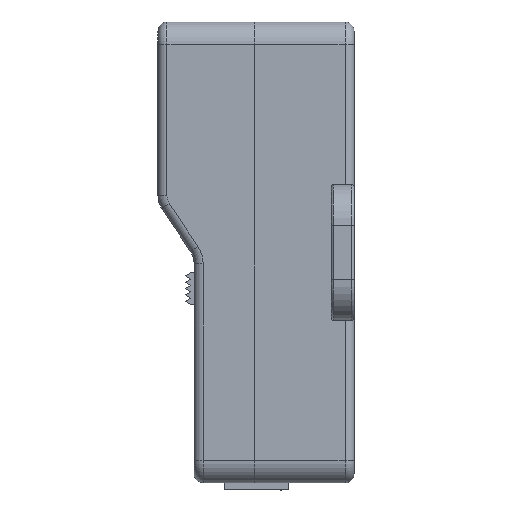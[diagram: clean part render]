
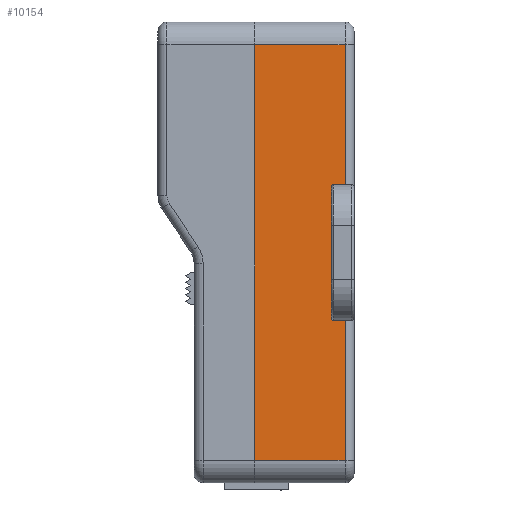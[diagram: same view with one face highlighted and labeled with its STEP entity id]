
A CAD part, left-side view. The second image highlights one B-rep face of the part: STEP entity #10154.
In plain terms, the highlighted planar face has unit normal (-1, 0, 0).
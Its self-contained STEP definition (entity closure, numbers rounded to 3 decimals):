
#1914 = VERTEX_POINT ( 'NONE', #24245 ) ;
#3341 = CARTESIAN_POINT ( 'NONE',  ( 0., 2.5, -33. ) ) ;
#4107 = ORIENTED_EDGE ( 'NONE', *, *, #21218, .F. ) ;
#4180 = CARTESIAN_POINT ( 'NONE',  ( 0., 1., -48.5 ) ) ;
#6009 = VECTOR ( 'NONE', #36776, 1000. ) ;
#7810 = CARTESIAN_POINT ( 'NONE',  ( 0., 1.75, -33. ) ) ;
#9141 = ORIENTED_EDGE ( 'NONE', *, *, #37289, .F. ) ;
#9889 = ORIENTED_EDGE ( 'NONE', *, *, #41374, .T. ) ;
#10154 = ADVANCED_FACE ( 'NONE', ( #46149 ), #53204, .F. ) ;
#11242 = DIRECTION ( 'NONE',  ( 0., -1., 0. ) ) ;
#11320 = LINE ( 'NONE', #7810, #15813 ) ;
#11825 = ORIENTED_EDGE ( 'NONE', *, *, #39612, .T. ) ;
#12850 = VECTOR ( 'NONE', #38855, 1000. ) ;
#14362 = CARTESIAN_POINT ( 'NONE',  ( 0., 11., -2.5 ) ) ;
#15813 = VECTOR ( 'NONE', #26536, 1000. ) ;
#16476 = VECTOR ( 'NONE', #22462, 1000. ) ;
#18267 = EDGE_CURVE ( 'NONE', #60733, #41212, #54873, .T. ) ;
#20282 = VERTEX_POINT ( 'NONE', #42729 ) ;
#21218 = EDGE_CURVE ( 'NONE', #20282, #41212, #43221, .T. ) ;
#21647 = CARTESIAN_POINT ( 'NONE',  ( 0., 1., -2.5 ) ) ;
#22462 = DIRECTION ( 'NONE',  ( 0., 0., 1. ) ) ;
#23310 = LINE ( 'NONE', #31515, #6009 ) ;
#24245 = CARTESIAN_POINT ( 'NONE',  ( 0., 1.75, -18. ) ) ;
#25212 = VECTOR ( 'NONE', #56484, 1000. ) ;
#26003 = DIRECTION ( 'NONE',  ( 0., -1., 0. ) ) ;
#26536 = DIRECTION ( 'NONE',  ( 0., 0., -1. ) ) ;
#27225 = ORIENTED_EDGE ( 'NONE', *, *, #18267, .T. ) ;
#27508 = EDGE_CURVE ( 'NONE', #1914, #47080, #45026, .T. ) ;
#28529 = ORIENTED_EDGE ( 'NONE', *, *, #46180, .T. ) ;
#29649 = DIRECTION ( 'NONE',  ( 1., 0., 0. ) ) ;
#29853 = VERTEX_POINT ( 'NONE', #57680 ) ;
#30989 = AXIS2_PLACEMENT_3D ( 'NONE', #58437, #29649, #48572 ) ;
#31515 = CARTESIAN_POINT ( 'NONE',  ( 0., 11., -51. ) ) ;
#32542 = VERTEX_POINT ( 'NONE', #14362 ) ;
#35095 = LINE ( 'NONE', #47967, #39603 ) ;
#35771 = CARTESIAN_POINT ( 'NONE',  ( 0., 1., -18. ) ) ;
#36776 = DIRECTION ( 'NONE',  ( 0., 0., 1. ) ) ;
#37289 = EDGE_CURVE ( 'NONE', #1914, #20282, #11320, .T. ) ;
#38784 = ORIENTED_EDGE ( 'NONE', *, *, #27508, .T. ) ;
#38855 = DIRECTION ( 'NONE',  ( 0., 1., 0. ) ) ;
#39223 = CARTESIAN_POINT ( 'NONE',  ( 0., 1., -33. ) ) ;
#39284 = CARTESIAN_POINT ( 'NONE',  ( 0., 7.5, -2.5 ) ) ;
#39603 = VECTOR ( 'NONE', #56823, 1000. ) ;
#39612 = EDGE_CURVE ( 'NONE', #42384, #32542, #57971, .T. ) ;
#40481 = LINE ( 'NONE', #58950, #48726 ) ;
#41212 = VERTEX_POINT ( 'NONE', #39223 ) ;
#41374 = EDGE_CURVE ( 'NONE', #29853, #60733, #40481, .T. ) ;
#42384 = VERTEX_POINT ( 'NONE', #53973 ) ;
#42729 = CARTESIAN_POINT ( 'NONE',  ( 0., 1.75, -33. ) ) ;
#43221 = LINE ( 'NONE', #3341, #25212 ) ;
#45026 = LINE ( 'NONE', #59821, #46540 ) ;
#46149 = FACE_OUTER_BOUND ( 'NONE', #61000, .T. ) ;
#46180 = EDGE_CURVE ( 'NONE', #47080, #42384, #35095, .T. ) ;
#46540 = VECTOR ( 'NONE', #26003, 1000. ) ;
#47080 = VERTEX_POINT ( 'NONE', #35771 ) ;
#47967 = CARTESIAN_POINT ( 'NONE',  ( 0., 1., -2.5 ) ) ;
#48572 = DIRECTION ( 'NONE',  ( 0., 0., -1. ) ) ;
#48726 = VECTOR ( 'NONE', #11242, 1000. ) ;
#53204 = PLANE ( 'NONE',  #30989 ) ;
#53973 = CARTESIAN_POINT ( 'NONE',  ( 0., 1., -2.5 ) ) ;
#54873 = LINE ( 'NONE', #21647, #16476 ) ;
#56484 = DIRECTION ( 'NONE',  ( 0., -1., 0. ) ) ;
#56823 = DIRECTION ( 'NONE',  ( 0., 0., 1. ) ) ;
#57680 = CARTESIAN_POINT ( 'NONE',  ( 0., 11., -48.5 ) ) ;
#57971 = LINE ( 'NONE', #39284, #12850 ) ;
#58437 = CARTESIAN_POINT ( 'NONE',  ( 0., 7.5, 0. ) ) ;
#58950 = CARTESIAN_POINT ( 'NONE',  ( 0., 7.5, -48.5 ) ) ;
#59646 = EDGE_CURVE ( 'NONE', #29853, #32542, #23310, .T. ) ;
#59821 = CARTESIAN_POINT ( 'NONE',  ( 0., 2.5, -18. ) ) ;
#59921 = ORIENTED_EDGE ( 'NONE', *, *, #59646, .F. ) ;
#60733 = VERTEX_POINT ( 'NONE', #4180 ) ;
#61000 = EDGE_LOOP ( 'NONE', ( #9889, #27225, #4107, #9141, #38784, #28529, #11825, #59921 ) ) ;
